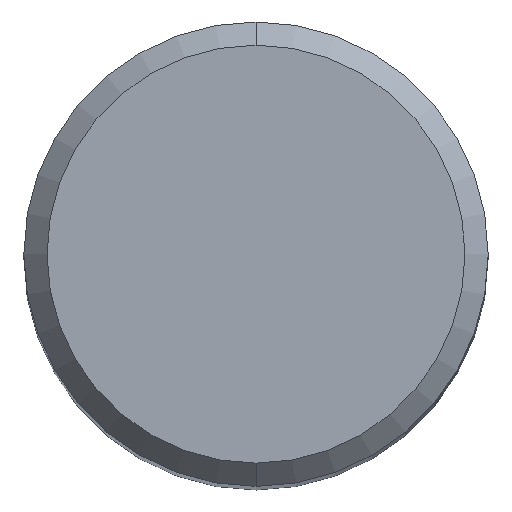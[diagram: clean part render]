
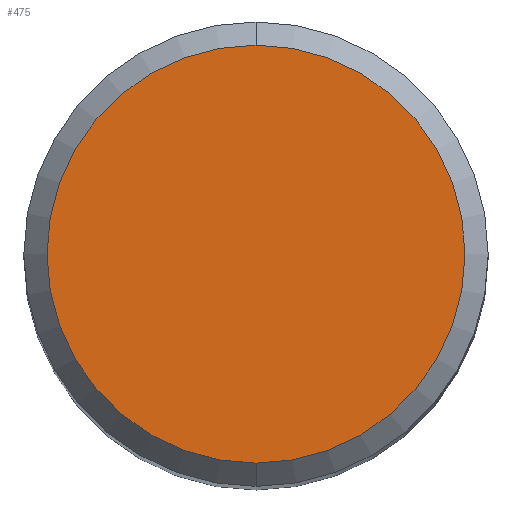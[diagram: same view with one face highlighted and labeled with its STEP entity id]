
A CAD part, top view. The second image highlights one B-rep face of the part: STEP entity #475.
In plain terms, the highlighted planar face has unit normal (0, 0, 1).
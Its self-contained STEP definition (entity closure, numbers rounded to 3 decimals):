
#475=ADVANCED_FACE('',(#1127),#1128,.T.);
#535=VERTEX_POINT('',#1193);
#591=EDGE_CURVE('',#535,#929,#1255,.T.);
#867=EDGE_CURVE('',#929,#535,#1553,.T.);
#929=VERTEX_POINT('',#1620);
#1127=FACE_OUTER_BOUND('',#4971,.T.);
#1128=PLANE('',#4972);
#1193=CARTESIAN_POINT('',(0.0,4.5,0.));
#1255=CIRCLE('',#6531,4.5);
#1553=CIRCLE('',#8923,4.5);
#1620=CARTESIAN_POINT('',(0.,-4.5,0.));
#4971=EDGE_LOOP('',(#9719,#9720));
#4972=AXIS2_PLACEMENT_3D('',#9721,#9722,#9723);
#6531=AXIS2_PLACEMENT_3D('',#9887,#9888,#9889);
#8923=AXIS2_PLACEMENT_3D('',#10163,#10164,#10165);
#9719=ORIENTED_EDGE('',*,*,#591,.F.);
#9720=ORIENTED_EDGE('',*,*,#867,.F.);
#9721=CARTESIAN_POINT('',(0.0,2.25,0.));
#9722=DIRECTION('',(-0.0,0.0,1.0));
#9723=DIRECTION('',(0.0,-1.0,0.0));
#9887=CARTESIAN_POINT('',(0.0,0.0,0.));
#9888=DIRECTION('',(0.0,0.0,-1.0));
#9889=DIRECTION('',(0.0,1.0,0.0));
#10163=CARTESIAN_POINT('',(0.0,0.0,0.));
#10164=DIRECTION('',(0.0,0.0,-1.0));
#10165=DIRECTION('',(0.0,1.0,0.0));
